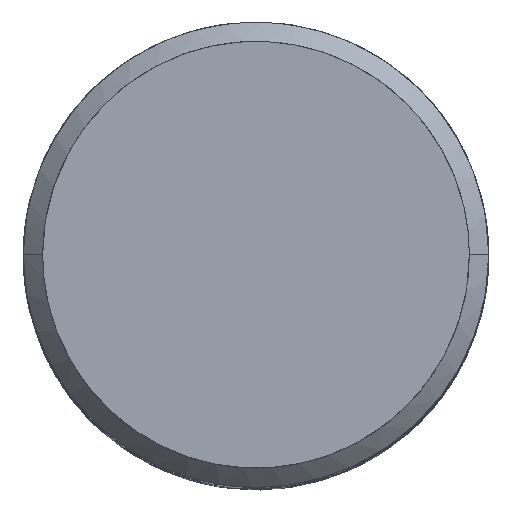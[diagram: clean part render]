
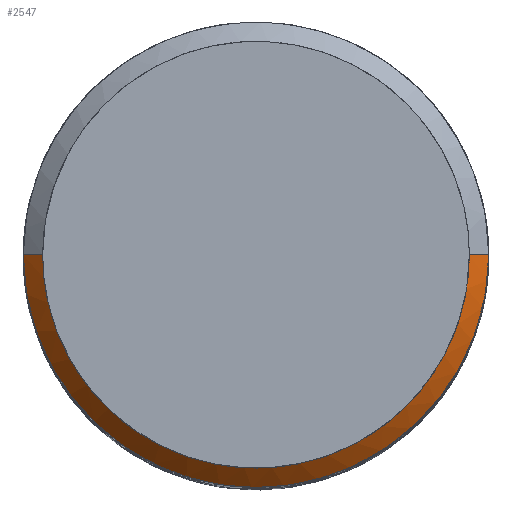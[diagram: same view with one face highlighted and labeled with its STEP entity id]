
A CAD part, top view. The second image highlights one B-rep face of the part: STEP entity #2547.
In plain terms, the highlighted free-form (B-spline) face has degree [2, 1] with [5, 2] control points.
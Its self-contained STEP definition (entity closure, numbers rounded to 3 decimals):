
#2547 = ADVANCED_FACE('',(#2548),#2584,.T.);
#2548 = FACE_BOUND('',#2549,.T.);
#2549 = EDGE_LOOP('',(#2550,#2562,#2569,#2579));
#2550 = ORIENTED_EDGE('',*,*,#2551,.F.);
#2551 = EDGE_CURVE('',#2552,#2554,#2556,.T.);
#2552 = VERTEX_POINT('',#2553);
#2553 = CARTESIAN_POINT('',(-7.426,0.,
    46.415));
#2554 = VERTEX_POINT('',#2555);
#2555 = CARTESIAN_POINT('',(7.426,0.,
    46.415));
#2556 = ( BOUNDED_CURVE() B_SPLINE_CURVE(2,(#2557,#2558,#2559,#2560,
#2561),.UNSPECIFIED.,.F.,.F.) B_SPLINE_CURVE_WITH_KNOTS((3,2,3),(
    3.142,4.712,6.283),
.PIECEWISE_BEZIER_KNOTS.) CURVE() GEOMETRIC_REPRESENTATION_ITEM() 
RATIONAL_B_SPLINE_CURVE((1.,0.707,1.,0.707,1.)) 
REPRESENTATION_ITEM('') );
#2557 = CARTESIAN_POINT('',(-7.426,0.,
    46.415));
#2558 = CARTESIAN_POINT('',(-7.426,-7.426,
    46.415));
#2559 = CARTESIAN_POINT('',(0.,-7.426,
    46.415));
#2560 = CARTESIAN_POINT('',(7.426,-7.426,46.415
    ));
#2561 = CARTESIAN_POINT('',(7.426,0.,
    46.415));
#2562 = ORIENTED_EDGE('',*,*,#2563,.F.);
#2563 = EDGE_CURVE('',#2564,#2552,#2566,.T.);
#2564 = VERTEX_POINT('',#2565);
#2565 = CARTESIAN_POINT('',(-6.808,0.,
    47.034));
#2566 = B_SPLINE_CURVE_WITH_KNOTS('',1,(#2567,#2568),.UNSPECIFIED.,.F.,
  .F.,(2,2),(0.,0.707),.PIECEWISE_BEZIER_KNOTS.);
#2567 = CARTESIAN_POINT('',(-6.808,0.,47.034));
#2568 = CARTESIAN_POINT('',(-7.426,0.,46.415));
#2569 = ORIENTED_EDGE('',*,*,#2570,.F.);
#2570 = EDGE_CURVE('',#2571,#2564,#2573,.T.);
#2571 = VERTEX_POINT('',#2572);
#2572 = CARTESIAN_POINT('',(6.808,0.,
    47.034));
#2573 = ( BOUNDED_CURVE() B_SPLINE_CURVE(2,(#2574,#2575,#2576,#2577,
#2578),.UNSPECIFIED.,.F.,.F.) B_SPLINE_CURVE_WITH_KNOTS((3,2,3),(
    0.,1.571,3.142),
.PIECEWISE_BEZIER_KNOTS.) CURVE() GEOMETRIC_REPRESENTATION_ITEM() 
RATIONAL_B_SPLINE_CURVE((1.,0.707,1.,0.707,1.)) 
REPRESENTATION_ITEM('') );
#2574 = CARTESIAN_POINT('',(6.808,0.,
    47.034));
#2575 = CARTESIAN_POINT('',(6.808,-6.808,
    47.034));
#2576 = CARTESIAN_POINT('',(0.,-6.808,
    47.034));
#2577 = CARTESIAN_POINT('',(-6.808,-6.808,
    47.034));
#2578 = CARTESIAN_POINT('',(-6.808,0.,
    47.034));
#2579 = ORIENTED_EDGE('',*,*,#2580,.F.);
#2580 = EDGE_CURVE('',#2554,#2571,#2581,.T.);
#2581 = B_SPLINE_CURVE_WITH_KNOTS('',1,(#2582,#2583),.UNSPECIFIED.,.F.,
  .F.,(2,2),(0.,0.707),.PIECEWISE_BEZIER_KNOTS.);
#2582 = CARTESIAN_POINT('',(7.426,0.,46.415));
#2583 = CARTESIAN_POINT('',(6.808,0.,47.034));
#2584 = ( BOUNDED_SURFACE() B_SPLINE_SURFACE(2,1,(
    (#2585,#2586)
    ,(#2587,#2588)
    ,(#2589,#2590)
    ,(#2591,#2592)
    ,(#2593,#2594
)),.UNSPECIFIED.,.F.,.F.,.F.) B_SPLINE_SURFACE_WITH_KNOTS((3,2,3),(2,2),
  (0.,1.571,3.142),(0.,0.707),
.PIECEWISE_BEZIER_KNOTS.) GEOMETRIC_REPRESENTATION_ITEM() 
RATIONAL_B_SPLINE_SURFACE((
    (1.,1.)
    ,(0.707,0.707)
    ,(1.,1.)
    ,(0.707,0.707)
,(1.,1.))) REPRESENTATION_ITEM('') SURFACE() );
#2585 = CARTESIAN_POINT('',(-6.808,0.,
    47.034));
#2586 = CARTESIAN_POINT('',(-7.426,0.,
    46.415));
#2587 = CARTESIAN_POINT('',(-6.808,-6.808,
    47.034));
#2588 = CARTESIAN_POINT('',(-7.426,-7.426,
    46.415));
#2589 = CARTESIAN_POINT('',(0.,-6.808,
    47.034));
#2590 = CARTESIAN_POINT('',(0.,-7.426,
    46.415));
#2591 = CARTESIAN_POINT('',(6.808,-6.808,
    47.034));
#2592 = CARTESIAN_POINT('',(7.426,-7.426,46.415)
  );
#2593 = CARTESIAN_POINT('',(6.808,0.,
    47.034));
#2594 = CARTESIAN_POINT('',(7.426,0.,
    46.415));
